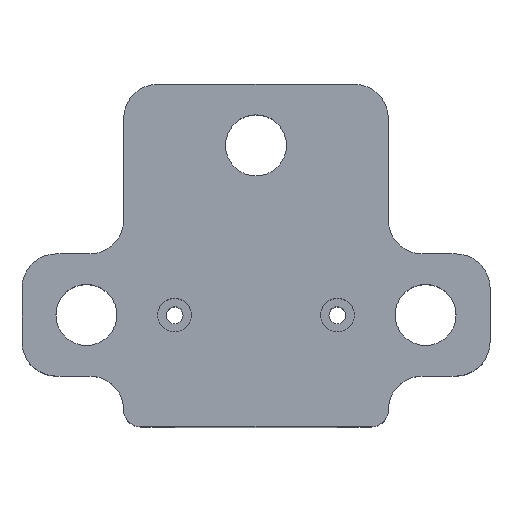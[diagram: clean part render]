
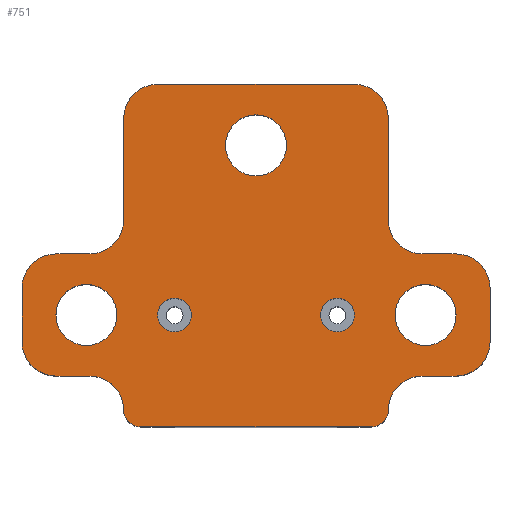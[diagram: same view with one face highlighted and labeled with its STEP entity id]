
A CAD part, top view. The second image highlights one B-rep face of the part: STEP entity #751.
In plain terms, the highlighted planar face has unit normal (0, 0, 1).
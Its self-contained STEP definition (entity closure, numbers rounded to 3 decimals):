
#15=FACE_BOUND('',#93,.T.);
#16=FACE_BOUND('',#94,.T.);
#17=FACE_BOUND('',#95,.T.);
#18=FACE_BOUND('',#96,.T.);
#19=FACE_BOUND('',#97,.T.);
#27=PLANE('',#824);
#51=FACE_OUTER_BOUND('',#92,.T.);
#92=EDGE_LOOP('',(#524,#525,#526,#527,#528,#529,#530,#531,#532,#533,#534,
#535,#536,#537,#538,#539,#540,#541,#542,#543,#544,#545));
#93=EDGE_LOOP('',(#546));
#94=EDGE_LOOP('',(#547));
#95=EDGE_LOOP('',(#548));
#96=EDGE_LOOP('',(#549));
#97=EDGE_LOOP('',(#550));
#147=LINE('',#1178,#212);
#148=LINE('',#1182,#213);
#149=LINE('',#1186,#214);
#150=LINE('',#1190,#215);
#151=LINE('',#1194,#216);
#152=LINE('',#1198,#217);
#153=LINE('',#1202,#218);
#154=LINE('',#1206,#219);
#155=LINE('',#1210,#220);
#156=LINE('',#1214,#221);
#212=VECTOR('',#941,10.);
#213=VECTOR('',#944,10.);
#214=VECTOR('',#947,10.);
#215=VECTOR('',#950,10.);
#216=VECTOR('',#953,10.);
#217=VECTOR('',#956,10.);
#218=VECTOR('',#959,10.);
#219=VECTOR('',#962,10.);
#220=VECTOR('',#965,10.);
#221=VECTOR('',#968,10.);
#269=CIRCLE('',#807,5.);
#271=CIRCLE('',#810,5.);
#278=CIRCLE('',#820,5.);
#280=CIRCLE('',#823,5.);
#281=CIRCLE('',#825,10.);
#282=CIRCLE('',#826,10.);
#283=CIRCLE('',#827,10.);
#284=CIRCLE('',#828,10.);
#285=CIRCLE('',#829,10.);
#286=CIRCLE('',#830,10.);
#287=CIRCLE('',#831,10.);
#288=CIRCLE('',#832,10.);
#289=CIRCLE('',#833,10.);
#290=CIRCLE('',#834,10.);
#291=CIRCLE('',#835,9.);
#292=CIRCLE('',#836,9.);
#293=CIRCLE('',#837,9.);
#315=VERTEX_POINT('',#1136);
#317=VERTEX_POINT('',#1142);
#325=VERTEX_POINT('',#1163);
#326=VERTEX_POINT('',#1165);
#329=VERTEX_POINT('',#1172);
#330=VERTEX_POINT('',#1174);
#331=VERTEX_POINT('',#1179);
#332=VERTEX_POINT('',#1181);
#333=VERTEX_POINT('',#1183);
#334=VERTEX_POINT('',#1185);
#335=VERTEX_POINT('',#1187);
#336=VERTEX_POINT('',#1189);
#337=VERTEX_POINT('',#1191);
#338=VERTEX_POINT('',#1193);
#339=VERTEX_POINT('',#1195);
#340=VERTEX_POINT('',#1197);
#341=VERTEX_POINT('',#1199);
#342=VERTEX_POINT('',#1201);
#343=VERTEX_POINT('',#1203);
#344=VERTEX_POINT('',#1205);
#345=VERTEX_POINT('',#1207);
#346=VERTEX_POINT('',#1209);
#347=VERTEX_POINT('',#1211);
#348=VERTEX_POINT('',#1213);
#349=VERTEX_POINT('',#1216);
#350=VERTEX_POINT('',#1218);
#351=VERTEX_POINT('',#1220);
#389=EDGE_CURVE('',#315,#315,#269,.T.);
#392=EDGE_CURVE('',#317,#317,#271,.T.);
#403=EDGE_CURVE('',#326,#325,#278,.T.);
#407=EDGE_CURVE('',#330,#329,#280,.T.);
#409=EDGE_CURVE('',#325,#330,#147,.T.);
#410=EDGE_CURVE('',#329,#331,#281,.T.);
#411=EDGE_CURVE('',#331,#332,#148,.T.);
#412=EDGE_CURVE('',#332,#333,#282,.T.);
#413=EDGE_CURVE('',#333,#334,#149,.T.);
#414=EDGE_CURVE('',#334,#335,#283,.T.);
#415=EDGE_CURVE('',#335,#336,#150,.T.);
#416=EDGE_CURVE('',#336,#337,#284,.T.);
#417=EDGE_CURVE('',#337,#338,#151,.T.);
#418=EDGE_CURVE('',#338,#339,#285,.T.);
#419=EDGE_CURVE('',#339,#340,#152,.T.);
#420=EDGE_CURVE('',#340,#341,#286,.T.);
#421=EDGE_CURVE('',#341,#342,#153,.T.);
#422=EDGE_CURVE('',#342,#343,#287,.T.);
#423=EDGE_CURVE('',#343,#344,#154,.T.);
#424=EDGE_CURVE('',#344,#345,#288,.T.);
#425=EDGE_CURVE('',#345,#346,#155,.T.);
#426=EDGE_CURVE('',#346,#347,#289,.T.);
#427=EDGE_CURVE('',#347,#348,#156,.T.);
#428=EDGE_CURVE('',#348,#326,#290,.T.);
#429=EDGE_CURVE('',#349,#349,#291,.T.);
#430=EDGE_CURVE('',#350,#350,#292,.T.);
#431=EDGE_CURVE('',#351,#351,#293,.T.);
#524=ORIENTED_EDGE('',*,*,#403,.T.);
#525=ORIENTED_EDGE('',*,*,#409,.T.);
#526=ORIENTED_EDGE('',*,*,#407,.T.);
#527=ORIENTED_EDGE('',*,*,#410,.T.);
#528=ORIENTED_EDGE('',*,*,#411,.T.);
#529=ORIENTED_EDGE('',*,*,#412,.T.);
#530=ORIENTED_EDGE('',*,*,#413,.T.);
#531=ORIENTED_EDGE('',*,*,#414,.T.);
#532=ORIENTED_EDGE('',*,*,#415,.T.);
#533=ORIENTED_EDGE('',*,*,#416,.T.);
#534=ORIENTED_EDGE('',*,*,#417,.T.);
#535=ORIENTED_EDGE('',*,*,#418,.T.);
#536=ORIENTED_EDGE('',*,*,#419,.T.);
#537=ORIENTED_EDGE('',*,*,#420,.T.);
#538=ORIENTED_EDGE('',*,*,#421,.T.);
#539=ORIENTED_EDGE('',*,*,#422,.T.);
#540=ORIENTED_EDGE('',*,*,#423,.T.);
#541=ORIENTED_EDGE('',*,*,#424,.T.);
#542=ORIENTED_EDGE('',*,*,#425,.T.);
#543=ORIENTED_EDGE('',*,*,#426,.T.);
#544=ORIENTED_EDGE('',*,*,#427,.T.);
#545=ORIENTED_EDGE('',*,*,#428,.T.);
#546=ORIENTED_EDGE('',*,*,#389,.T.);
#547=ORIENTED_EDGE('',*,*,#392,.T.);
#548=ORIENTED_EDGE('',*,*,#429,.T.);
#549=ORIENTED_EDGE('',*,*,#430,.T.);
#550=ORIENTED_EDGE('',*,*,#431,.T.);
#751=ADVANCED_FACE('',(#51,#15,#16,#17,#18,#19),#27,.T.);
#807=AXIS2_PLACEMENT_3D('',#1137,#897,#898);
#810=AXIS2_PLACEMENT_3D('',#1143,#904,#905);
#820=AXIS2_PLACEMENT_3D('',#1166,#928,#929);
#823=AXIS2_PLACEMENT_3D('',#1175,#936,#937);
#824=AXIS2_PLACEMENT_3D('',#1177,#939,#940);
#825=AXIS2_PLACEMENT_3D('',#1180,#942,#943);
#826=AXIS2_PLACEMENT_3D('',#1184,#945,#946);
#827=AXIS2_PLACEMENT_3D('',#1188,#948,#949);
#828=AXIS2_PLACEMENT_3D('',#1192,#951,#952);
#829=AXIS2_PLACEMENT_3D('',#1196,#954,#955);
#830=AXIS2_PLACEMENT_3D('',#1200,#957,#958);
#831=AXIS2_PLACEMENT_3D('',#1204,#960,#961);
#832=AXIS2_PLACEMENT_3D('',#1208,#963,#964);
#833=AXIS2_PLACEMENT_3D('',#1212,#966,#967);
#834=AXIS2_PLACEMENT_3D('',#1215,#969,#970);
#835=AXIS2_PLACEMENT_3D('',#1217,#971,#972);
#836=AXIS2_PLACEMENT_3D('',#1219,#973,#974);
#837=AXIS2_PLACEMENT_3D('',#1221,#975,#976);
#897=DIRECTION('center_axis',(0.,0.,-1.));
#898=DIRECTION('ref_axis',(-1.,0.,0.));
#904=DIRECTION('center_axis',(0.,0.,-1.));
#905=DIRECTION('ref_axis',(-1.,0.,0.));
#928=DIRECTION('center_axis',(0.,0.,1.));
#929=DIRECTION('ref_axis',(0.,1.,0.));
#936=DIRECTION('center_axis',(0.,0.,1.));
#937=DIRECTION('ref_axis',(-1.,0.,0.));
#939=DIRECTION('center_axis',(0.,0.,1.));
#940=DIRECTION('ref_axis',(1.,0.,0.));
#941=DIRECTION('',(1.,0.,0.));
#942=DIRECTION('center_axis',(0.,0.,-1.));
#943=DIRECTION('ref_axis',(1.,0.,0.));
#944=DIRECTION('',(1.,0.,0.));
#945=DIRECTION('center_axis',(0.,0.,1.));
#946=DIRECTION('ref_axis',(-1.,0.,0.));
#947=DIRECTION('',(0.,1.,0.));
#948=DIRECTION('center_axis',(0.,0.,1.));
#949=DIRECTION('ref_axis',(0.,-1.,0.));
#950=DIRECTION('',(-1.,0.,0.));
#951=DIRECTION('center_axis',(0.,0.,-1.));
#952=DIRECTION('ref_axis',(0.,1.,0.));
#953=DIRECTION('',(0.,1.,0.));
#954=DIRECTION('center_axis',(0.,0.,1.));
#955=DIRECTION('ref_axis',(0.,-1.,0.));
#956=DIRECTION('',(-1.,0.,0.));
#957=DIRECTION('center_axis',(0.,0.,1.));
#958=DIRECTION('ref_axis',(1.,0.,0.));
#959=DIRECTION('',(0.,-1.,0.));
#960=DIRECTION('center_axis',(0.,0.,-1.));
#961=DIRECTION('ref_axis',(-1.,0.,0.));
#962=DIRECTION('',(-1.,0.,0.));
#963=DIRECTION('center_axis',(0.,0.,1.));
#964=DIRECTION('ref_axis',(1.,0.,0.));
#965=DIRECTION('',(0.,-1.,0.));
#966=DIRECTION('center_axis',(0.,0.,1.));
#967=DIRECTION('ref_axis',(0.,1.,0.));
#968=DIRECTION('',(1.,0.,0.));
#969=DIRECTION('center_axis',(0.,0.,-1.));
#970=DIRECTION('ref_axis',(0.,-1.,0.));
#971=DIRECTION('center_axis',(0.,0.,-1.));
#972=DIRECTION('ref_axis',(-1.,0.,0.));
#973=DIRECTION('center_axis',(0.,0.,-1.));
#974=DIRECTION('ref_axis',(-1.,0.,0.));
#975=DIRECTION('center_axis',(0.,0.,-1.));
#976=DIRECTION('ref_axis',(-1.,0.,0.));
#1136=CARTESIAN_POINT('',(20.,-182.,120.));
#1137=CARTESIAN_POINT('Origin',(15.,-182.,120.));
#1142=CARTESIAN_POINT('',(68.,-182.,120.));
#1143=CARTESIAN_POINT('Origin',(63.,-182.,120.));
#1163=CARTESIAN_POINT('',(5.,-215.,120.));
#1165=CARTESIAN_POINT('',(0.,-210.,120.));
#1166=CARTESIAN_POINT('Origin',(5.,-210.,120.));
#1172=CARTESIAN_POINT('',(78.,-210.,120.));
#1174=CARTESIAN_POINT('',(73.,-215.,120.));
#1175=CARTESIAN_POINT('Origin',(73.,-210.,120.));
#1177=CARTESIAN_POINT('Origin',(39.,-97.,120.));
#1178=CARTESIAN_POINT('',(56.,-215.,120.));
#1179=CARTESIAN_POINT('',(88.,-200.,120.));
#1180=CARTESIAN_POINT('Origin',(88.,-210.,120.));
#1181=CARTESIAN_POINT('',(98.,-200.,120.));
#1182=CARTESIAN_POINT('',(78.,-200.,120.));
#1183=CARTESIAN_POINT('',(108.,-190.,120.));
#1184=CARTESIAN_POINT('Origin',(98.,-190.,120.));
#1185=CARTESIAN_POINT('',(108.,-174.,120.));
#1186=CARTESIAN_POINT('',(108.,-200.,120.));
#1187=CARTESIAN_POINT('',(98.,-164.,120.));
#1188=CARTESIAN_POINT('Origin',(98.,-174.,120.));
#1189=CARTESIAN_POINT('',(88.,-164.,120.));
#1190=CARTESIAN_POINT('',(108.,-164.,120.));
#1191=CARTESIAN_POINT('',(78.,-154.,120.));
#1192=CARTESIAN_POINT('Origin',(88.,-154.,120.));
#1193=CARTESIAN_POINT('',(78.,-124.,120.));
#1194=CARTESIAN_POINT('',(78.,-164.,120.));
#1195=CARTESIAN_POINT('',(68.,-114.,120.));
#1196=CARTESIAN_POINT('Origin',(68.,-124.,120.));
#1197=CARTESIAN_POINT('',(10.,-114.,120.));
#1198=CARTESIAN_POINT('',(78.,-114.,120.));
#1199=CARTESIAN_POINT('',(0.,-124.,120.));
#1200=CARTESIAN_POINT('Origin',(10.,-124.,120.));
#1201=CARTESIAN_POINT('',(0.,-154.,120.));
#1202=CARTESIAN_POINT('',(0.,-114.,120.));
#1203=CARTESIAN_POINT('',(-10.,-164.,120.));
#1204=CARTESIAN_POINT('Origin',(-10.,-154.,120.));
#1205=CARTESIAN_POINT('',(-20.,-164.,120.));
#1206=CARTESIAN_POINT('',(0.,-164.,120.));
#1207=CARTESIAN_POINT('',(-30.,-174.,120.));
#1208=CARTESIAN_POINT('Origin',(-20.,-174.,120.));
#1209=CARTESIAN_POINT('',(-30.,-190.,120.));
#1210=CARTESIAN_POINT('',(-30.,-164.,120.));
#1211=CARTESIAN_POINT('',(-20.,-200.,120.));
#1212=CARTESIAN_POINT('Origin',(-20.,-190.,120.));
#1213=CARTESIAN_POINT('',(-10.,-200.,120.));
#1214=CARTESIAN_POINT('',(-30.,-200.,120.));
#1215=CARTESIAN_POINT('Origin',(-10.,-210.,120.));
#1216=CARTESIAN_POINT('',(98.,-182.,120.));
#1217=CARTESIAN_POINT('Origin',(89.,-182.,120.));
#1218=CARTESIAN_POINT('',(48.,-132.,120.));
#1219=CARTESIAN_POINT('Origin',(39.,-132.,120.));
#1220=CARTESIAN_POINT('',(-2.,-182.,120.));
#1221=CARTESIAN_POINT('Origin',(-11.,-182.,120.));
